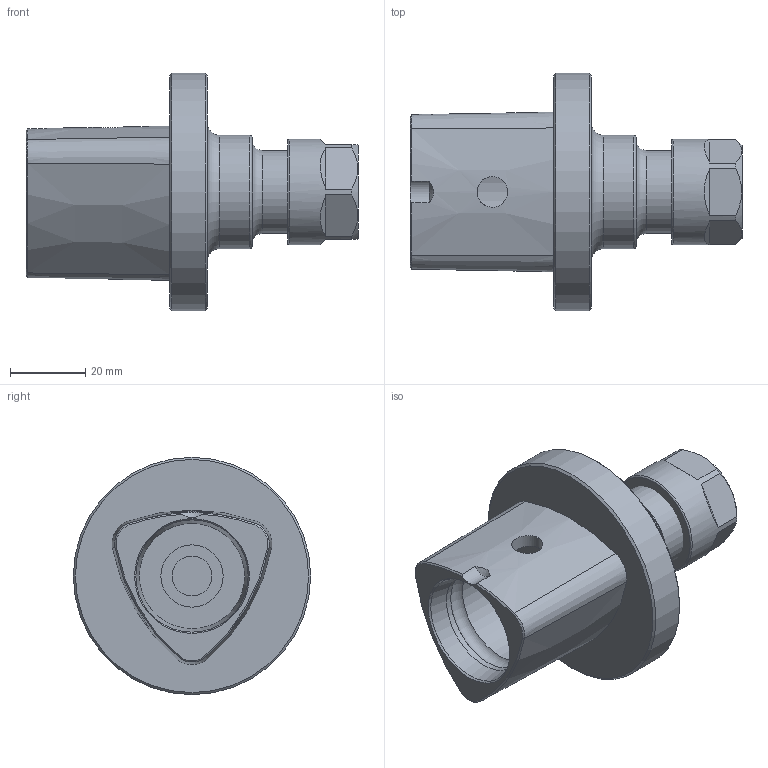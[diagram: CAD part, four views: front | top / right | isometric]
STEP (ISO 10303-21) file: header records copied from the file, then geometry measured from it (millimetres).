
FILE_DESCRIPTION(/* description */ ('STEP AP214'),/* implementation_level */ '2;1');
FILE_NAME(/* name */ 'PSC6-ER16-50W.step',/* time_stamp */ '2026-01-02T17:21:29-06:00',/* author */ (''),/* organization */ (''),/* preprocessor_version */ 'ST-DEVELOPER v20.1',/* originating_system */ 'Autodesk Translation Framework v14.21.0.0',/* authorisation */ '');
FILE_SCHEMA (('AUTOMOTIVE_DESIGN { 1 0 10303 214 3 1 1 }'));
Length unit declared in the file: inch
Products named in the file (2): PSC6 ER32-3.0; ER16 Collet Nut v1
Assembly tree (1 placements, depth 2):
  PSC6 ER32-3.0
    ER16 Collet Nut v1
Bounding box: 88.1 x 62.99 x 62.99 mm (x, y, z)
Volume: 77417.5 mm3; surface area: 22033.5 mm2
Topology: 2 solids, 2 shells, 62 faces, 148 edges, 94 vertices
Faces by surface type: plane 27, cone 20, cylinder 10, torus 5
Full cylindrical faces by diameter (mm): 8.128 x1, 10.592 x1, 16.51 x1, 22 x1, 27.94 x2, 27.965 x1, 30.048 x1, 62.992 x1
Entity records: 1965 total; most frequent: CARTESIAN_POINT 410, DIRECTION 348, ORIENTED_EDGE 296, EDGE_CURVE 148, AXIS2_PLACEMENT_3D 148, VERTEX_POINT 94, CIRCLE 71, EDGE_LOOP 70
